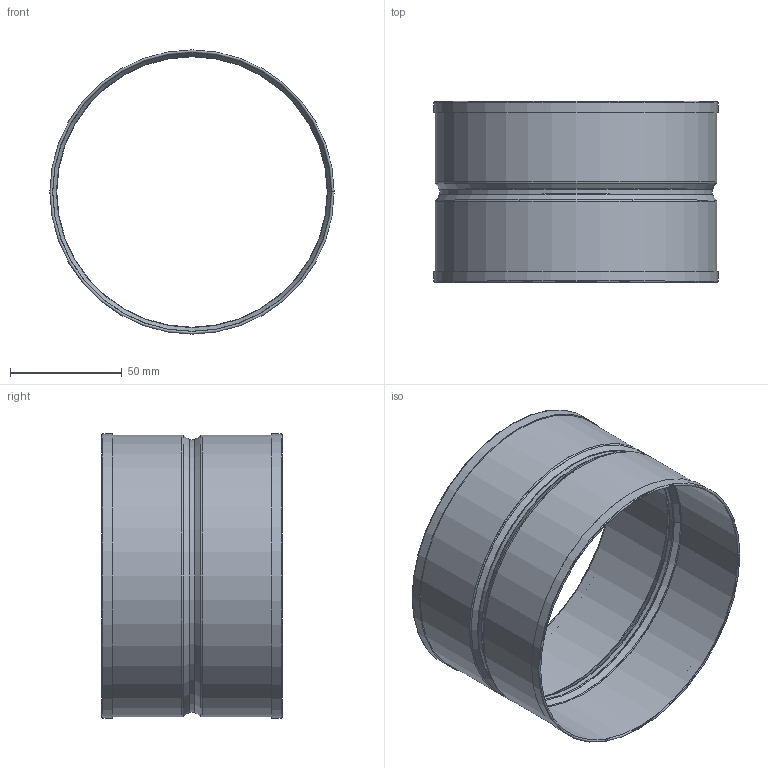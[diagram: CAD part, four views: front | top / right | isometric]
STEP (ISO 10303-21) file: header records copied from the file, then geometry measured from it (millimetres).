
FILE_DESCRIPTION((''),'2;1');
FILE_NAME('HM-125.stp','2014-02-20T08:08:41',(''),(''),'Autodesk Inventor 2013','Autodesk Inventor 2013','');
FILE_SCHEMA(('AUTOMOTIVE_DESIGN { 1 2 10303 214 0 1 1 1 }'));
Length unit declared in the file: millimetre
Products named in the file (1): HM-125
Bounding box: 127.45 x 81.1 x 127.45 mm (x, y, z)
Volume: 18146.3 mm3; surface area: 73075.8 mm2
Topology: 1 solids, 1 shells, 54 faces, 108 edges, 56 vertices
Faces by surface type: plane 28, torus 12, cylinder 10, cone 4
Full cylindrical faces by diameter (mm): 121.25 x1, 122.25 x1, 125.25 x2, 126.25 x2, 126.45 x2, 127.45 x2
Entity records: 1447 total; most frequent: DIRECTION 270, CARTESIAN_POINT 219, ORIENTED_EDGE 216, EDGE_CURVE 108, AXIS2_PLACEMENT_3D 107, VERTEX_POINT 56, VECTOR 56, LINE 56
